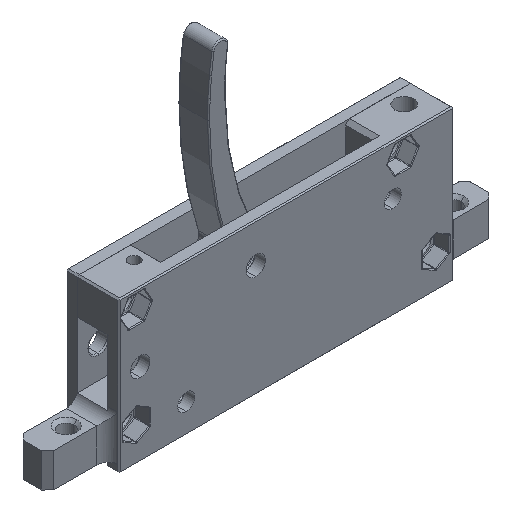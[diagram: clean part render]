
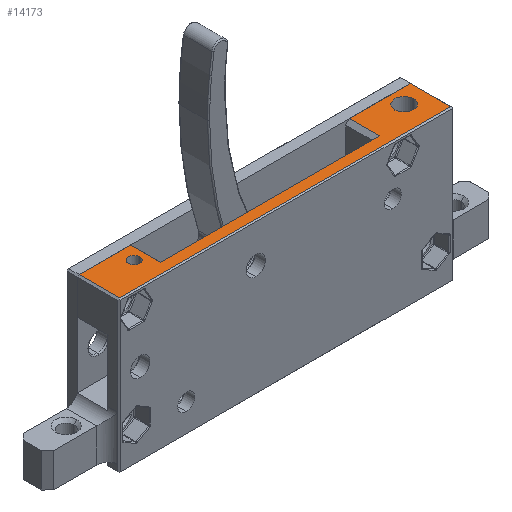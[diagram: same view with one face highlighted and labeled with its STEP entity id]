
A CAD part, isometric view. The second image highlights one B-rep face of the part: STEP entity #14173.
In plain terms, the highlighted planar face has unit normal (0, 0, 1).
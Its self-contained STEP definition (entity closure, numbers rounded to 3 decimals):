
#145 = ORIENTED_EDGE ( 'NONE', *, *, #8640, .F. ) ;
#175 = PLANE ( 'NONE',  #9514 ) ;
#306 = EDGE_CURVE ( 'NONE', #7117, #16121, #17024, .T. ) ;
#946 = FACE_OUTER_BOUND ( 'NONE', #7197, .T. ) ;
#995 = EDGE_CURVE ( 'NONE', #18041, #5753, #5412, .T. ) ;
#1223 = ORIENTED_EDGE ( 'NONE', *, *, #11083, .F. ) ;
#1228 = CARTESIAN_POINT ( 'NONE',  ( 88.1, 11., 0. ) ) ;
#1235 = CARTESIAN_POINT ( 'NONE',  ( 14., 3., 0. ) ) ;
#1271 = ORIENTED_EDGE ( 'NONE', *, *, #17849, .T. ) ;
#1546 = VECTOR ( 'NONE', #8900, 1000. ) ;
#1732 = ORIENTED_EDGE ( 'NONE', *, *, #13095, .F. ) ;
#1848 = CARTESIAN_POINT ( 'NONE',  ( 0.4, 3., 0. ) ) ;
#2186 = CARTESIAN_POINT ( 'NONE',  ( 88.1, 0.3, 0. ) ) ;
#2345 = VECTOR ( 'NONE', #15056, 1000. ) ;
#2477 = VERTEX_POINT ( 'NONE', #7563 ) ;
#2485 = DIRECTION ( 'NONE',  ( 1., 0., 0. ) ) ;
#2567 = CARTESIAN_POINT ( 'NONE',  ( 9.5, 7., 0. ) ) ;
#2853 = VERTEX_POINT ( 'NONE', #15002 ) ;
#2895 = EDGE_CURVE ( 'NONE', #2853, #5490, #11848, .T. ) ;
#3175 = VECTOR ( 'NONE', #14780, 1000. ) ;
#3455 = CARTESIAN_POINT ( 'NONE',  ( 88.5, 0.3, 0. ) ) ;
#4359 = AXIS2_PLACEMENT_3D ( 'NONE', #4789, #6224, #8517 ) ;
#4400 = VECTOR ( 'NONE', #15166, 1000. ) ;
#4789 = CARTESIAN_POINT ( 'NONE',  ( 11., 7., 0. ) ) ;
#4903 = CARTESIAN_POINT ( 'NONE',  ( 72., 3., 0. ) ) ;
#5184 = CARTESIAN_POINT ( 'NONE',  ( 12.5, 7., 0. ) ) ;
#5412 = LINE ( 'NONE', #14981, #18177 ) ;
#5490 = VERTEX_POINT ( 'NONE', #17095 ) ;
#5753 = VERTEX_POINT ( 'NONE', #17472 ) ;
#5946 = CARTESIAN_POINT ( 'NONE',  ( 0., 3., 0. ) ) ;
#6062 = ORIENTED_EDGE ( 'NONE', *, *, #2895, .T. ) ;
#6174 = CARTESIAN_POINT ( 'NONE',  ( 88.5, 11., 0. ) ) ;
#6224 = DIRECTION ( 'NONE',  ( 0., 0., 1. ) ) ;
#6346 = DIRECTION ( 'NONE',  ( 1., 0., 0. ) ) ;
#6405 = ORIENTED_EDGE ( 'NONE', *, *, #9857, .T. ) ;
#6456 = CIRCLE ( 'NONE', #4359, 1.5 ) ;
#6894 = DIRECTION ( 'NONE',  ( 0., 0., 1. ) ) ;
#7098 = CARTESIAN_POINT ( 'NONE',  ( 80., 7., 0. ) ) ;
#7117 = VERTEX_POINT ( 'NONE', #2186 ) ;
#7197 = EDGE_LOOP ( 'NONE', ( #16618, #6405, #14848, #6062, #1271, #7788, #17861, #14878 ) ) ;
#7206 = AXIS2_PLACEMENT_3D ( 'NONE', #15377, #16890, #8077 ) ;
#7255 = DIRECTION ( 'NONE',  ( -1., 0., 0. ) ) ;
#7383 = DIRECTION ( 'NONE',  ( 0., 0., -1. ) ) ;
#7563 = CARTESIAN_POINT ( 'NONE',  ( 14., 11., 0. ) ) ;
#7568 = VECTOR ( 'NONE', #6346, 1000. ) ;
#7650 = LINE ( 'NONE', #6174, #14055 ) ;
#7755 = FACE_BOUND ( 'NONE', #9342, .T. ) ;
#7788 = ORIENTED_EDGE ( 'NONE', *, *, #306, .T. ) ;
#8077 = DIRECTION ( 'NONE',  ( 1., 0., 0. ) ) ;
#8202 = LINE ( 'NONE', #17700, #1546 ) ;
#8347 = DIRECTION ( 'NONE',  ( 1., 0., 0. ) ) ;
#8517 = DIRECTION ( 'NONE',  ( 1., 0., 0. ) ) ;
#8640 = EDGE_CURVE ( 'NONE', #13940, #9517, #17357, .T. ) ;
#8900 = DIRECTION ( 'NONE',  ( 1., 0., 0. ) ) ;
#9210 = CARTESIAN_POINT ( 'NONE',  ( 85., 7., 0. ) ) ;
#9335 = LINE ( 'NONE', #1235, #3175 ) ;
#9342 = EDGE_LOOP ( 'NONE', ( #1732, #1223 ) ) ;
#9408 = AXIS2_PLACEMENT_3D ( 'NONE', #13889, #9777, #2485 ) ;
#9514 = AXIS2_PLACEMENT_3D ( 'NONE', #5946, #7383, #7255 ) ;
#9517 = VERTEX_POINT ( 'NONE', #7098 ) ;
#9777 = DIRECTION ( 'NONE',  ( 0., 0., 1. ) ) ;
#9857 = EDGE_CURVE ( 'NONE', #18041, #2477, #9335, .T. ) ;
#10174 = CARTESIAN_POINT ( 'NONE',  ( 88.1, 3., 0. ) ) ;
#10329 = VERTEX_POINT ( 'NONE', #13733 ) ;
#10575 = EDGE_LOOP ( 'NONE', ( #145, #13948 ) ) ;
#10882 = CIRCLE ( 'NONE', #7206, 1.5 ) ;
#11083 = EDGE_CURVE ( 'NONE', #11760, #18707, #6456, .T. ) ;
#11380 = CARTESIAN_POINT ( 'NONE',  ( 82.5, 7., 0. ) ) ;
#11522 = VECTOR ( 'NONE', #16188, 1000. ) ;
#11760 = VERTEX_POINT ( 'NONE', #2567 ) ;
#11848 = LINE ( 'NONE', #1848, #11522 ) ;
#12223 = DIRECTION ( 'NONE',  ( 1., 0., 0. ) ) ;
#13095 = EDGE_CURVE ( 'NONE', #18707, #11760, #10882, .T. ) ;
#13119 = AXIS2_PLACEMENT_3D ( 'NONE', #11380, #6894, #8347 ) ;
#13616 = LINE ( 'NONE', #3455, #7568 ) ;
#13733 = CARTESIAN_POINT ( 'NONE',  ( 72., 11., 0. ) ) ;
#13889 = CARTESIAN_POINT ( 'NONE',  ( 82.5, 7., 0. ) ) ;
#13940 = VERTEX_POINT ( 'NONE', #9210 ) ;
#13948 = ORIENTED_EDGE ( 'NONE', *, *, #16236, .F. ) ;
#13965 = FACE_BOUND ( 'NONE', #10575, .T. ) ;
#14054 = DIRECTION ( 'NONE',  ( 1., 0., 0. ) ) ;
#14055 = VECTOR ( 'NONE', #14054, 1000. ) ;
#14173 = ADVANCED_FACE ( 'NONE', ( #13965, #7755, #946 ), #175, .F. ) ;
#14330 = EDGE_CURVE ( 'NONE', #10329, #16121, #7650, .T. ) ;
#14780 = DIRECTION ( 'NONE',  ( 0., 1., 0. ) ) ;
#14848 = ORIENTED_EDGE ( 'NONE', *, *, #15546, .F. ) ;
#14878 = ORIENTED_EDGE ( 'NONE', *, *, #15731, .T. ) ;
#14981 = CARTESIAN_POINT ( 'NONE',  ( 0., 3., 0. ) ) ;
#14991 = LINE ( 'NONE', #4903, #2345 ) ;
#15002 = CARTESIAN_POINT ( 'NONE',  ( 0.4, 11., 0. ) ) ;
#15056 = DIRECTION ( 'NONE',  ( 0., -1., 0. ) ) ;
#15166 = DIRECTION ( 'NONE',  ( 0., 1., 0. ) ) ;
#15377 = CARTESIAN_POINT ( 'NONE',  ( 11., 7., 0. ) ) ;
#15546 = EDGE_CURVE ( 'NONE', #2853, #2477, #8202, .T. ) ;
#15698 = CARTESIAN_POINT ( 'NONE',  ( 14., 3., 0. ) ) ;
#15731 = EDGE_CURVE ( 'NONE', #10329, #5753, #14991, .T. ) ;
#16121 = VERTEX_POINT ( 'NONE', #1228 ) ;
#16188 = DIRECTION ( 'NONE',  ( 0., -1., 0. ) ) ;
#16236 = EDGE_CURVE ( 'NONE', #9517, #13940, #16390, .T. ) ;
#16390 = CIRCLE ( 'NONE', #9408, 2.5 ) ;
#16618 = ORIENTED_EDGE ( 'NONE', *, *, #995, .F. ) ;
#16890 = DIRECTION ( 'NONE',  ( 0., 0., 1. ) ) ;
#17024 = LINE ( 'NONE', #10174, #4400 ) ;
#17095 = CARTESIAN_POINT ( 'NONE',  ( 0.4, 0.3, 0. ) ) ;
#17357 = CIRCLE ( 'NONE', #13119, 2.5 ) ;
#17472 = CARTESIAN_POINT ( 'NONE',  ( 72., 3., 0. ) ) ;
#17700 = CARTESIAN_POINT ( 'NONE',  ( 0., 11., 0. ) ) ;
#17849 = EDGE_CURVE ( 'NONE', #5490, #7117, #13616, .T. ) ;
#17861 = ORIENTED_EDGE ( 'NONE', *, *, #14330, .F. ) ;
#18041 = VERTEX_POINT ( 'NONE', #15698 ) ;
#18177 = VECTOR ( 'NONE', #12223, 1000. ) ;
#18707 = VERTEX_POINT ( 'NONE', #5184 ) ;
